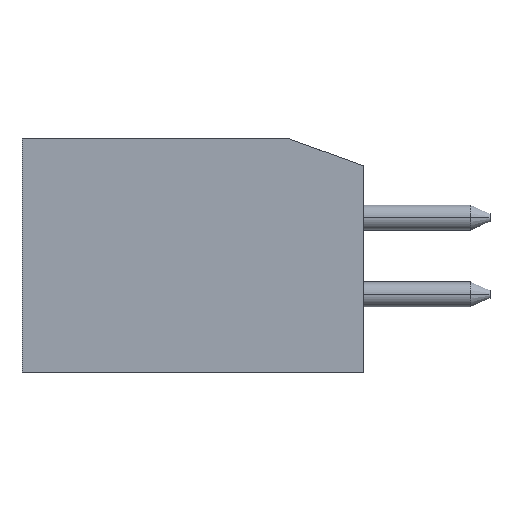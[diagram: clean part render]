
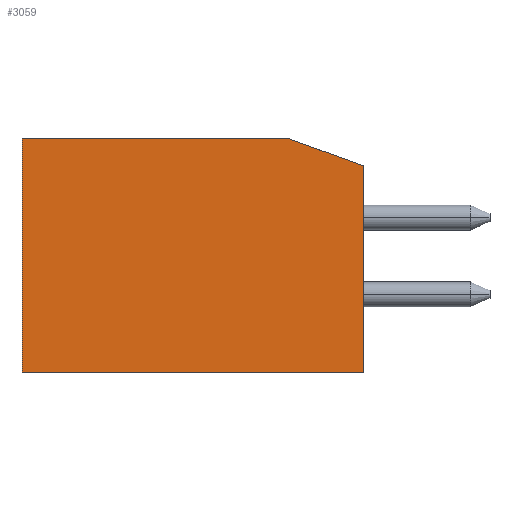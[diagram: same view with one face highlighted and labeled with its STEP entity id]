
A CAD part, left-side view. The second image highlights one B-rep face of the part: STEP entity #3059.
In plain terms, the highlighted planar face has unit normal (-1, 0, 0).
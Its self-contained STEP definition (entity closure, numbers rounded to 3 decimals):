
#9=DIRECTION('',(0.,0.,1.));
#10=VECTOR('',#9,5.4);
#11=CARTESIAN_POINT('',(-4.3,0.,-3.05));
#12=LINE('',#11,#10);
#197=DIRECTION('',(0.,0.,1.));
#198=VECTOR('',#197,6.1);
#199=CARTESIAN_POINT('',(-4.3,8.9,-3.05));
#200=LINE('',#199,#198);
#353=DIRECTION('',(0.,1.,0.));
#354=VECTOR('',#353,6.977);
#355=CARTESIAN_POINT('',(-4.3,1.923,3.05));
#356=LINE('',#355,#354);
#1053=DIRECTION('',(0.,0.94,0.342));
#1054=VECTOR('',#1053,2.047);
#1055=CARTESIAN_POINT('',(-4.3,0.,2.35));
#1056=LINE('',#1055,#1054);
#1057=DIRECTION('',(0.,1.,0.));
#1058=VECTOR('',#1057,8.9);
#1059=CARTESIAN_POINT('',(-4.3,0.,-3.05));
#1060=LINE('',#1059,#1058);
#1169=CARTESIAN_POINT('',(-4.3,8.9,-3.05));
#1170=CARTESIAN_POINT('',(-4.3,8.9,3.05));
#1171=VERTEX_POINT('',#1169);
#1172=VERTEX_POINT('',#1170);
#1177=CARTESIAN_POINT('',(-4.3,0.,-3.05));
#1178=VERTEX_POINT('',#1177);
#1201=CARTESIAN_POINT('',(-4.3,0.,2.35));
#1202=CARTESIAN_POINT('',(-4.3,1.923,3.05));
#1203=VERTEX_POINT('',#1201);
#1204=VERTEX_POINT('',#1202);
#3047=CARTESIAN_POINT('',(-4.3,0.,-3.05));
#3048=DIRECTION('',(-1.,0.,0.));
#3049=DIRECTION('',(0.,0.,1.));
#3050=AXIS2_PLACEMENT_3D('',#3047,#3048,#3049);
#3051=PLANE('',#3050);
#3052=ORIENTED_EDGE('',*,*,#1657,.F.);
#3053=ORIENTED_EDGE('',*,*,#1522,.F.);
#3054=ORIENTED_EDGE('',*,*,#1616,.T.);
#3055=ORIENTED_EDGE('',*,*,#1758,.T.);
#3056=ORIENTED_EDGE('',*,*,#1935,.F.);
#3057=EDGE_LOOP('',(#3052,#3053,#3054,#3055,#3056));
#3058=FACE_OUTER_BOUND('',#3057,.F.);
#1522=EDGE_CURVE('',#1178,#1203,#12,.T.);
#1616=EDGE_CURVE('',#1178,#1171,#1060,.T.);
#1657=EDGE_CURVE('',#1203,#1204,#1056,.T.);
#1758=EDGE_CURVE('',#1171,#1172,#200,.T.);
#1935=EDGE_CURVE('',#1204,#1172,#356,.T.);
#3059=ADVANCED_FACE('',(#3058),#3051,.T.);
